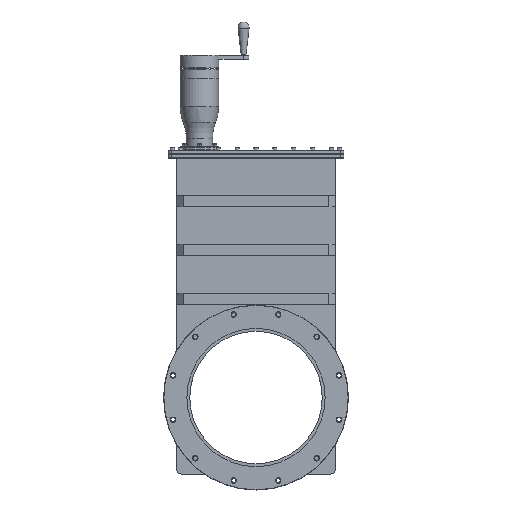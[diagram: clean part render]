
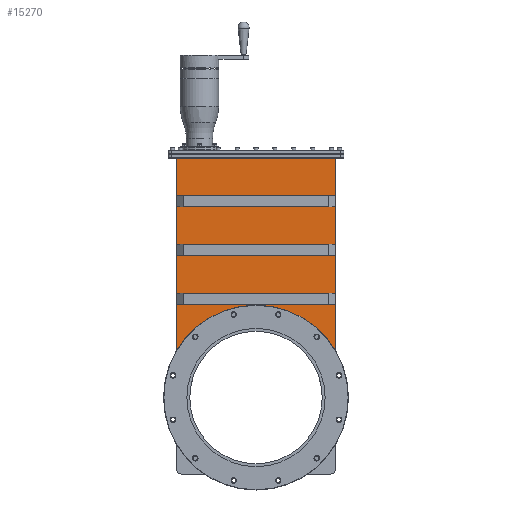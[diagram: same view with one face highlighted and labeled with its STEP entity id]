
A CAD part, top view. The second image highlights one B-rep face of the part: STEP entity #15270.
In plain terms, the highlighted planar face has unit normal (0, 0, 1).
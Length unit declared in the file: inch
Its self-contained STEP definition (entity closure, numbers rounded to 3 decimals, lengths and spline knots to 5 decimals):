
#5097=DIRECTION('',(0.,-1.,0.));
#5098=VECTOR('',#5097,17.45153);
#5099=CARTESIAN_POINT('',(7.202,21.667,0.827));
#5100=LINE('',#5099,#5098);
#5101=CARTESIAN_POINT('',(0.,0.,0.827));
#5102=DIRECTION('',(0.,0.,-1.));
#5103=DIRECTION('',(0.,1.,0.));
#5104=AXIS2_PLACEMENT_3D('',#5101,#5102,#5103);
#5106=CARTESIAN_POINT('',(0.,0.,0.827));
#5107=DIRECTION('',(0.,0.,1.));
#5108=DIRECTION('',(0.,1.,0.));
#5109=AXIS2_PLACEMENT_3D('',#5106,#5107,#5108);
#5111=DIRECTION('',(0.,1.,0.));
#5112=VECTOR('',#5111,17.45153);
#5113=CARTESIAN_POINT('',(-7.202,4.21547,0.827));
#5114=LINE('',#5113,#5112);
#5115=DIRECTION('',(1.,0.,0.));
#5116=VECTOR('',#5115,14.404);
#5117=CARTESIAN_POINT('',(-7.202,21.667,0.827));
#5118=LINE('',#5117,#5116);
#5145=DIRECTION('',(0.,-1.,0.));
#5146=VECTOR('',#5145,1.);
#5147=CARTESIAN_POINT('',(-7.182,9.465,0.827));
#5148=LINE('',#5147,#5146);
#5149=DIRECTION('',(1.,0.,0.));
#5150=VECTOR('',#5149,14.364);
#5151=CARTESIAN_POINT('',(-7.182,8.465,0.827));
#5152=LINE('',#5151,#5150);
#5153=DIRECTION('',(0.,1.,0.));
#5154=VECTOR('',#5153,1.);
#5155=CARTESIAN_POINT('',(7.182,8.465,0.827));
#5156=LINE('',#5155,#5154);
#5157=DIRECTION('',(-1.,0.,0.));
#5158=VECTOR('',#5157,14.364);
#5159=CARTESIAN_POINT('',(7.182,9.465,0.827));
#5160=LINE('',#5159,#5158);
#5161=DIRECTION('',(0.,-1.,0.));
#5162=VECTOR('',#5161,1.);
#5163=CARTESIAN_POINT('',(-7.182,13.865,0.827));
#5164=LINE('',#5163,#5162);
#5165=DIRECTION('',(1.,0.,0.));
#5166=VECTOR('',#5165,14.364);
#5167=CARTESIAN_POINT('',(-7.182,12.865,0.827));
#5168=LINE('',#5167,#5166);
#5169=DIRECTION('',(0.,1.,0.));
#5170=VECTOR('',#5169,1.);
#5171=CARTESIAN_POINT('',(7.182,12.865,0.827));
#5172=LINE('',#5171,#5170);
#5173=DIRECTION('',(-1.,0.,0.));
#5174=VECTOR('',#5173,14.364);
#5175=CARTESIAN_POINT('',(7.182,13.865,0.827));
#5176=LINE('',#5175,#5174);
#5177=DIRECTION('',(0.,-1.,0.));
#5178=VECTOR('',#5177,1.);
#5179=CARTESIAN_POINT('',(-7.182,18.265,0.827));
#5180=LINE('',#5179,#5178);
#5181=DIRECTION('',(1.,0.,0.));
#5182=VECTOR('',#5181,14.364);
#5183=CARTESIAN_POINT('',(-7.182,17.265,0.827));
#5184=LINE('',#5183,#5182);
#5185=DIRECTION('',(0.,1.,0.));
#5186=VECTOR('',#5185,1.);
#5187=CARTESIAN_POINT('',(7.182,17.265,0.827));
#5188=LINE('',#5187,#5186);
#5189=DIRECTION('',(-1.,0.,0.));
#5190=VECTOR('',#5189,14.364);
#5191=CARTESIAN_POINT('',(7.182,18.265,0.827));
#5192=LINE('',#5191,#5190);
#6013=CARTESIAN_POINT('',(-7.202,21.667,0.827));
#6014=CARTESIAN_POINT('',(7.202,21.667,0.827));
#6015=VERTEX_POINT('',#6013);
#6016=VERTEX_POINT('',#6014);
#6905=CARTESIAN_POINT('',(7.202,4.21547,0.827));
#6907=VERTEX_POINT('',#6905);
#6943=CARTESIAN_POINT('',(0.,8.345,0.827));
#6944=VERTEX_POINT('',#6943);
#6947=CARTESIAN_POINT('',(-7.202,4.21547,0.827));
#6948=VERTEX_POINT('',#6947);
#7189=CARTESIAN_POINT('',(-7.182,9.465,0.827));
#7190=CARTESIAN_POINT('',(-7.182,8.465,0.827));
#7191=VERTEX_POINT('',#7189);
#7192=VERTEX_POINT('',#7190);
#7193=CARTESIAN_POINT('',(7.182,8.465,0.827));
#7194=VERTEX_POINT('',#7193);
#7195=CARTESIAN_POINT('',(7.182,9.465,0.827));
#7196=VERTEX_POINT('',#7195);
#7197=CARTESIAN_POINT('',(-7.182,13.865,0.827));
#7198=CARTESIAN_POINT('',(-7.182,12.865,0.827));
#7199=VERTEX_POINT('',#7197);
#7200=VERTEX_POINT('',#7198);
#7201=CARTESIAN_POINT('',(7.182,12.865,0.827));
#7202=VERTEX_POINT('',#7201);
#7203=CARTESIAN_POINT('',(7.182,13.865,0.827));
#7204=VERTEX_POINT('',#7203);
#7205=CARTESIAN_POINT('',(-7.182,18.265,0.827));
#7206=CARTESIAN_POINT('',(-7.182,17.265,0.827));
#7207=VERTEX_POINT('',#7205);
#7208=VERTEX_POINT('',#7206);
#7209=CARTESIAN_POINT('',(7.182,17.265,0.827));
#7210=VERTEX_POINT('',#7209);
#7211=CARTESIAN_POINT('',(7.182,18.265,0.827));
#7212=VERTEX_POINT('',#7211);
#15227=CARTESIAN_POINT('',(0.,0.,0.827));
#15228=DIRECTION('',(0.,0.,1.));
#15229=DIRECTION('',(1.,0.,0.));
#15230=AXIS2_PLACEMENT_3D('',#15227,#15228,#15229);
#15231=PLANE('',#15230);
#15232=ORIENTED_EDGE('',*,*,#9207,.T.);
#15233=ORIENTED_EDGE('',*,*,#9088,.F.);
#15235=ORIENTED_EDGE('',*,*,#15234,.T.);
#15236=ORIENTED_EDGE('',*,*,#7820,.T.);
#15237=ORIENTED_EDGE('',*,*,#9408,.T.);
#15238=EDGE_LOOP('',(#15232,#15233,#15235,#15236,#15237));
#15239=FACE_OUTER_BOUND('',#15238,.F.);
#15241=ORIENTED_EDGE('',*,*,#15240,.T.);
#15243=ORIENTED_EDGE('',*,*,#15242,.T.);
#15245=ORIENTED_EDGE('',*,*,#15244,.T.);
#15247=ORIENTED_EDGE('',*,*,#15246,.T.);
#15248=EDGE_LOOP('',(#15241,#15243,#15245,#15247));
#15249=FACE_BOUND('',#15248,.F.);
#15251=ORIENTED_EDGE('',*,*,#15250,.T.);
#15253=ORIENTED_EDGE('',*,*,#15252,.T.);
#15255=ORIENTED_EDGE('',*,*,#15254,.T.);
#15257=ORIENTED_EDGE('',*,*,#15256,.T.);
#15258=EDGE_LOOP('',(#15251,#15253,#15255,#15257));
#15259=FACE_BOUND('',#15258,.F.);
#15261=ORIENTED_EDGE('',*,*,#15260,.T.);
#15263=ORIENTED_EDGE('',*,*,#15262,.T.);
#15265=ORIENTED_EDGE('',*,*,#15264,.T.);
#15267=ORIENTED_EDGE('',*,*,#15266,.T.);
#15268=EDGE_LOOP('',(#15261,#15263,#15265,#15267));
#15269=FACE_BOUND('',#15268,.F.);
#5105=CIRCLE('',#5104,8.345);
#5110=CIRCLE('',#5109,8.345);
#7820=EDGE_CURVE('',#6948,#6015,#5114,.T.);
#9088=EDGE_CURVE('',#6944,#6907,#5105,.T.);
#9207=EDGE_CURVE('',#6016,#6907,#5100,.T.);
#9408=EDGE_CURVE('',#6015,#6016,#5118,.T.);
#15234=EDGE_CURVE('',#6944,#6948,#5110,.T.);
#15240=EDGE_CURVE('',#7191,#7192,#5148,.T.);
#15242=EDGE_CURVE('',#7192,#7194,#5152,.T.);
#15244=EDGE_CURVE('',#7194,#7196,#5156,.T.);
#15246=EDGE_CURVE('',#7196,#7191,#5160,.T.);
#15250=EDGE_CURVE('',#7199,#7200,#5164,.T.);
#15252=EDGE_CURVE('',#7200,#7202,#5168,.T.);
#15254=EDGE_CURVE('',#7202,#7204,#5172,.T.);
#15256=EDGE_CURVE('',#7204,#7199,#5176,.T.);
#15260=EDGE_CURVE('',#7207,#7208,#5180,.T.);
#15262=EDGE_CURVE('',#7208,#7210,#5184,.T.);
#15264=EDGE_CURVE('',#7210,#7212,#5188,.T.);
#15266=EDGE_CURVE('',#7212,#7207,#5192,.T.);
#15270=ADVANCED_FACE('',(#15239,#15249,#15259,#15269),#15231,.T.);
